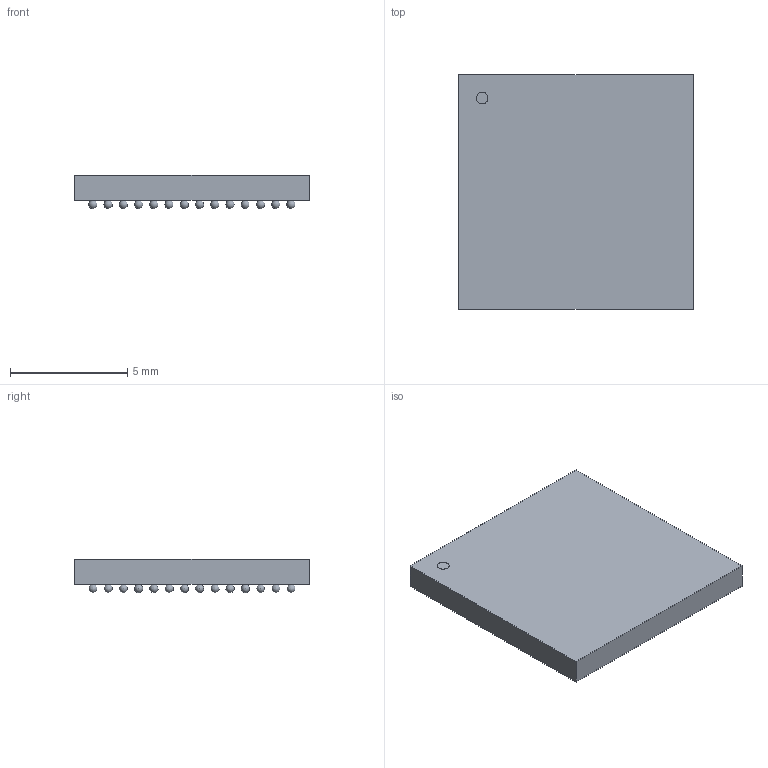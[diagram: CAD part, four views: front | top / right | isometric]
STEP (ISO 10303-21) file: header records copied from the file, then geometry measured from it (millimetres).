
FILE_DESCRIPTION(('STEP AP214'),'1');
FILE_NAME('BGA196_MIMXRT1062DVL6B_NXP','2025-03-21T02:51:53',(''),(''),'','','');
FILE_SCHEMA(('AUTOMOTIVE_DESIGN'));
Length unit declared in the file: millimetre
Products named in the file (1): product
Bounding box: 10.01 x 10.01 x 1.42 mm (x, y, z)
Volume: 111.5 mm3; surface area: 321.3 mm2
Topology: 198 solids, 198 shells, 205 faces, 603 edges, 402 vertices
Faces by surface type: sphere 196, plane 8, cylinder 1
Full cylindrical faces by diameter (mm): 0.5 x1
Entity records: 2137 total; most frequent: DIRECTION 430, CARTESIAN_POINT 219, AXIS2_PLACEMENT_3D 209, STYLED_ITEM 205, ADVANCED_FACE 205, MANIFOLD_SOLID_BREP 198, CLOSED_SHELL 198, SPHERICAL_SURFACE 196
